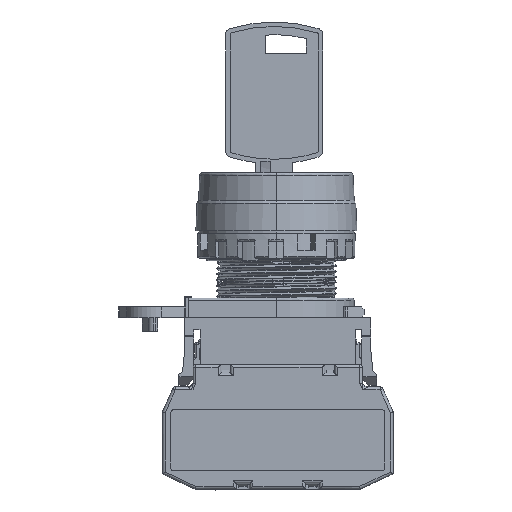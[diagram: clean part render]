
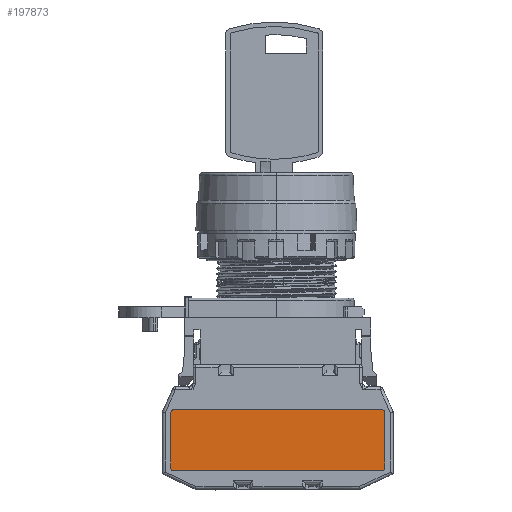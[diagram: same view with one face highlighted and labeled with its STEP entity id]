
A CAD part, left-side view. The second image highlights one B-rep face of the part: STEP entity #197873.
In plain terms, the highlighted planar face has unit normal (-1, 0, 0).
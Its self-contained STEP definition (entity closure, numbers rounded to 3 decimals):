
#775 = ORIENTED_EDGE ( 'NONE', *, *, #42394, .F. ) ;
#813 = CARTESIAN_POINT ( 'NONE',  ( 17.723, 96.693, 39.223 ) ) ;
#817 = ORIENTED_EDGE ( 'NONE', *, *, #106811, .F. ) ;
#1342 = DIRECTION ( 'NONE',  ( 0., 1., 0. ) ) ;
#4893 = CARTESIAN_POINT ( 'NONE',  ( 17.723, 59.193, 39.223 ) ) ;
#4950 = VECTOR ( 'NONE', #155899, 1000. ) ;
#5915 = CARTESIAN_POINT ( 'NONE',  ( 17.723, 58.693, 49.723 ) ) ;
#8286 = DIRECTION ( 'NONE',  ( 0., 0., 1. ) ) ;
#8885 = LINE ( 'NONE', #51067, #86869 ) ;
#14417 = VERTEX_POINT ( 'NONE', #4893 ) ;
#16551 = DIRECTION ( 'NONE',  ( 1., 0., 0. ) ) ;
#27372 = CIRCLE ( 'NONE', #52588, 0.5 ) ;
#29131 = LINE ( 'NONE', #167996, #4950 ) ;
#29864 = ORIENTED_EDGE ( 'NONE', *, *, #118447, .F. ) ;
#32884 = VERTEX_POINT ( 'NONE', #128979 ) ;
#36286 = ORIENTED_EDGE ( 'NONE', *, *, #163436, .F. ) ;
#41636 = DIRECTION ( 'NONE',  ( 1., 0., 0. ) ) ;
#42394 = EDGE_CURVE ( 'NONE', #169873, #67671, #29131, .T. ) ;
#43919 = ORIENTED_EDGE ( 'NONE', *, *, #106424, .F. ) ;
#49698 = DIRECTION ( 'NONE',  ( 0., 0., 1. ) ) ;
#51067 = CARTESIAN_POINT ( 'NONE',  ( 17.723, 58.693, 39.223 ) ) ;
#52588 = AXIS2_PLACEMENT_3D ( 'NONE', #89594, #86605, #175684 ) ;
#53813 = CIRCLE ( 'NONE', #110951, 0.5 ) ;
#56451 = AXIS2_PLACEMENT_3D ( 'NONE', #137984, #16551, #49698 ) ;
#57234 = CARTESIAN_POINT ( 'NONE',  ( 17.723, 97.193, 39.223 ) ) ;
#57598 = VERTEX_POINT ( 'NONE', #194199 ) ;
#58474 = CIRCLE ( 'NONE', #218554, 0.5 ) ;
#59732 = DIRECTION ( 'NONE',  ( 0., 0., 1. ) ) ;
#62271 = VECTOR ( 'NONE', #8286, 1000. ) ;
#63183 = EDGE_CURVE ( 'NONE', #14417, #117031, #8885, .T. ) ;
#67671 = VERTEX_POINT ( 'NONE', #82208 ) ;
#70563 = DIRECTION ( 'NONE',  ( 0., 0., 1. ) ) ;
#74036 = CARTESIAN_POINT ( 'NONE',  ( 17.723, 58.693, 39.223 ) ) ;
#78968 = EDGE_CURVE ( 'NONE', #67671, #211756, #58474, .T. ) ;
#81155 = CIRCLE ( 'NONE', #167125, 0.5 ) ;
#82208 = CARTESIAN_POINT ( 'NONE',  ( 17.723, 59.193, 50.223 ) ) ;
#84913 = LINE ( 'NONE', #74036, #147190 ) ;
#86050 = ORIENTED_EDGE ( 'NONE', *, *, #63183, .F. ) ;
#86605 = DIRECTION ( 'NONE',  ( 1., 0., 0. ) ) ;
#86869 = VECTOR ( 'NONE', #1342, 1000. ) ;
#87929 = DIRECTION ( 'NONE',  ( 1., 0., 0. ) ) ;
#89594 = CARTESIAN_POINT ( 'NONE',  ( 17.723, 96.693, 49.723 ) ) ;
#97868 = CARTESIAN_POINT ( 'NONE',  ( 17.723, 96.693, 50.223 ) ) ;
#99093 = DIRECTION ( 'NONE',  ( 0., 0., 1. ) ) ;
#106424 = EDGE_CURVE ( 'NONE', #173843, #32884, #148726, .T. ) ;
#106811 = EDGE_CURVE ( 'NONE', #117031, #173843, #53813, .T. ) ;
#110951 = AXIS2_PLACEMENT_3D ( 'NONE', #189139, #87929, #70563 ) ;
#115152 = ORIENTED_EDGE ( 'NONE', *, *, #219513, .F. ) ;
#117031 = VERTEX_POINT ( 'NONE', #813 ) ;
#118447 = EDGE_CURVE ( 'NONE', #211756, #57598, #84913, .T. ) ;
#128979 = CARTESIAN_POINT ( 'NONE',  ( 17.723, 97.193, 49.723 ) ) ;
#137984 = CARTESIAN_POINT ( 'NONE',  ( 17.723, 58.693, 39.223 ) ) ;
#147190 = VECTOR ( 'NONE', #194901, 1000. ) ;
#148726 = LINE ( 'NONE', #57234, #62271 ) ;
#150559 = DIRECTION ( 'NONE',  ( 1., 0., 0. ) ) ;
#151698 = PLANE ( 'NONE',  #56451 ) ;
#155899 = DIRECTION ( 'NONE',  ( 0., -1., 0. ) ) ;
#161134 = ORIENTED_EDGE ( 'NONE', *, *, #78968, .F. ) ;
#163436 = EDGE_CURVE ( 'NONE', #32884, #169873, #27372, .T. ) ;
#167125 = AXIS2_PLACEMENT_3D ( 'NONE', #199606, #150559, #99093 ) ;
#167996 = CARTESIAN_POINT ( 'NONE',  ( 17.723, 58.693, 50.223 ) ) ;
#169873 = VERTEX_POINT ( 'NONE', #97868 ) ;
#173843 = VERTEX_POINT ( 'NONE', #218102 ) ;
#175684 = DIRECTION ( 'NONE',  ( 0., 0., 1. ) ) ;
#189139 = CARTESIAN_POINT ( 'NONE',  ( 17.723, 96.693, 39.723 ) ) ;
#191034 = FACE_OUTER_BOUND ( 'NONE', #194003, .T. ) ;
#194003 = EDGE_LOOP ( 'NONE', ( #817, #86050, #115152, #29864, #161134, #775, #36286, #43919 ) ) ;
#194199 = CARTESIAN_POINT ( 'NONE',  ( 17.723, 58.693, 39.723 ) ) ;
#194901 = DIRECTION ( 'NONE',  ( 0., 0., -1. ) ) ;
#197873 = ADVANCED_FACE ( 'NONE', ( #191034 ), #151698, .F. ) ;
#199606 = CARTESIAN_POINT ( 'NONE',  ( 17.723, 59.193, 39.723 ) ) ;
#211756 = VERTEX_POINT ( 'NONE', #5915 ) ;
#215191 = CARTESIAN_POINT ( 'NONE',  ( 17.723, 59.193, 49.723 ) ) ;
#218102 = CARTESIAN_POINT ( 'NONE',  ( 17.723, 97.193, 39.723 ) ) ;
#218554 = AXIS2_PLACEMENT_3D ( 'NONE', #215191, #41636, #59732 ) ;
#219513 = EDGE_CURVE ( 'NONE', #57598, #14417, #81155, .T. ) ;
